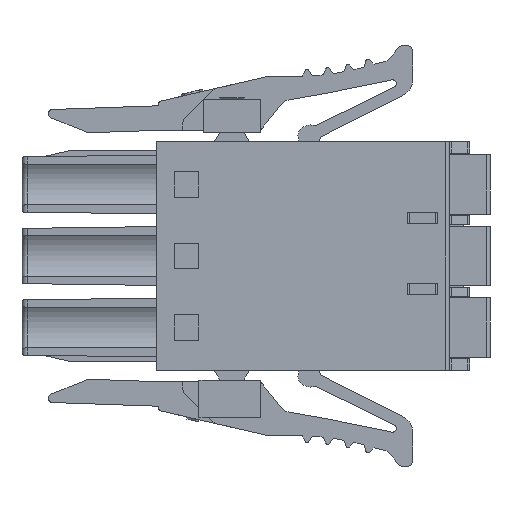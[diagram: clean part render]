
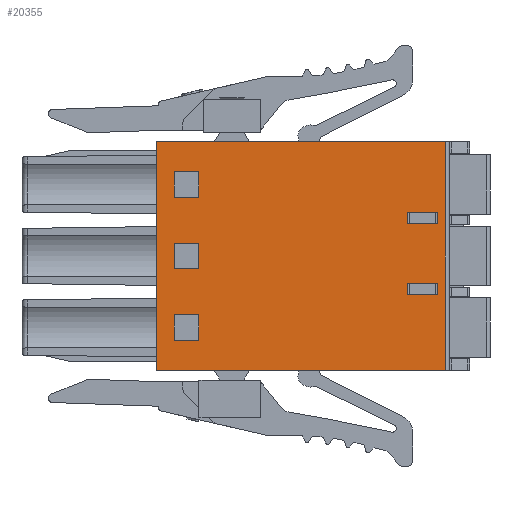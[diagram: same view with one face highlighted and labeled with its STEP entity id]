
A CAD part, front view. The second image highlights one B-rep face of the part: STEP entity #20355.
In plain terms, the highlighted planar face has unit normal (0, -1, 0).
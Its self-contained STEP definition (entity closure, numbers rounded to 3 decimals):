
#841=DIRECTION('',(-1.,0.,0.));
#842=VECTOR('',#841,14.1);
#843=CARTESIAN_POINT('',(34.056,8.338,8.575));
#844=LINE('',#843,#842);
#845=DIRECTION('',(0.,0.,1.));
#846=VECTOR('',#845,11.2);
#847=CARTESIAN_POINT('',(19.956,8.338,8.575));
#848=LINE('',#847,#846);
#849=DIRECTION('',(1.,0.,0.));
#850=VECTOR('',#849,14.1);
#851=CARTESIAN_POINT('',(19.956,8.338,19.775));
#852=LINE('',#851,#850);
#853=DIRECTION('',(0.,0.,-1.));
#854=VECTOR('',#853,1.25);
#855=CARTESIAN_POINT('',(20.806,8.338,11.3));
#856=LINE('',#855,#854);
#857=DIRECTION('',(1.,0.,0.));
#858=VECTOR('',#857,1.2);
#859=CARTESIAN_POINT('',(20.806,8.338,10.05));
#860=LINE('',#859,#858);
#861=DIRECTION('',(0.,0.,1.));
#862=VECTOR('',#861,1.25);
#863=CARTESIAN_POINT('',(22.006,8.338,10.05));
#864=LINE('',#863,#862);
#865=DIRECTION('',(-1.,0.,0.));
#866=VECTOR('',#865,1.2);
#867=CARTESIAN_POINT('',(22.006,8.338,11.3));
#868=LINE('',#867,#866);
#869=DIRECTION('',(0.,0.,-1.));
#870=VECTOR('',#869,1.25);
#871=CARTESIAN_POINT('',(20.806,8.338,14.8));
#872=LINE('',#871,#870);
#873=DIRECTION('',(1.,0.,0.));
#874=VECTOR('',#873,1.2);
#875=CARTESIAN_POINT('',(20.806,8.338,13.55));
#876=LINE('',#875,#874);
#877=DIRECTION('',(0.,0.,1.));
#878=VECTOR('',#877,1.25);
#879=CARTESIAN_POINT('',(22.006,8.338,13.55));
#880=LINE('',#879,#878);
#881=DIRECTION('',(-1.,0.,0.));
#882=VECTOR('',#881,1.2);
#883=CARTESIAN_POINT('',(22.006,8.338,14.8));
#884=LINE('',#883,#882);
#885=DIRECTION('',(0.,0.,-1.));
#886=VECTOR('',#885,1.25);
#887=CARTESIAN_POINT('',(20.806,8.338,18.3));
#888=LINE('',#887,#886);
#889=DIRECTION('',(1.,0.,0.));
#890=VECTOR('',#889,1.2);
#891=CARTESIAN_POINT('',(20.806,8.338,17.05));
#892=LINE('',#891,#890);
#893=DIRECTION('',(0.,0.,1.));
#894=VECTOR('',#893,1.25);
#895=CARTESIAN_POINT('',(22.006,8.338,17.05));
#896=LINE('',#895,#894);
#897=DIRECTION('',(-1.,0.,0.));
#898=VECTOR('',#897,1.2);
#899=CARTESIAN_POINT('',(22.006,8.338,18.3));
#900=LINE('',#899,#898);
#905=DIRECTION('',(0.,0.,1.));
#906=VECTOR('',#905,11.2);
#907=CARTESIAN_POINT('',(34.056,8.338,8.575));
#908=LINE('',#907,#906);
#13362=DIRECTION('',(-1.,0.,0.));
#13363=VECTOR('',#13362,1.427);
#13364=CARTESIAN_POINT('',(33.669,8.338,12.27));
#13365=LINE('',#13364,#13363);
#13383=DIRECTION('',(0.,0.,1.));
#13384=VECTOR('',#13383,0.55);
#13385=CARTESIAN_POINT('',(32.242,8.338,12.27));
#13386=LINE('',#13385,#13384);
#13392=DIRECTION('',(1.,0.,0.));
#13393=VECTOR('',#13392,1.427);
#13394=CARTESIAN_POINT('',(32.242,8.338,12.82));
#13395=LINE('',#13394,#13393);
#13405=DIRECTION('',(0.,0.,-1.));
#13406=VECTOR('',#13405,0.55);
#13407=CARTESIAN_POINT('',(33.669,8.338,12.82));
#13408=LINE('',#13407,#13406);
#13509=DIRECTION('',(0.,0.,1.));
#13510=VECTOR('',#13509,0.55);
#13511=CARTESIAN_POINT('',(32.242,8.338,15.77));
#13512=LINE('',#13511,#13510);
#13521=DIRECTION('',(0.,0.,-1.));
#13522=VECTOR('',#13521,0.55);
#13523=CARTESIAN_POINT('',(33.669,8.338,16.32));
#13524=LINE('',#13523,#13522);
#13534=DIRECTION('',(-1.,0.,0.));
#13535=VECTOR('',#13534,1.427);
#13536=CARTESIAN_POINT('',(33.669,8.338,15.77));
#13537=LINE('',#13536,#13535);
#13548=DIRECTION('',(1.,0.,0.));
#13549=VECTOR('',#13548,1.427);
#13550=CARTESIAN_POINT('',(32.242,8.338,16.32));
#13551=LINE('',#13550,#13549);
#15845=CARTESIAN_POINT('',(19.956,8.338,8.575));
#15846=CARTESIAN_POINT('',(19.956,8.338,19.775));
#15847=VERTEX_POINT('',#15845);
#15848=VERTEX_POINT('',#15846);
#15857=CARTESIAN_POINT('',(34.056,8.338,8.575));
#15858=CARTESIAN_POINT('',(34.056,8.338,19.775));
#15859=VERTEX_POINT('',#15857);
#15860=VERTEX_POINT('',#15858);
#15861=CARTESIAN_POINT('',(33.669,8.338,12.27));
#15862=CARTESIAN_POINT('',(32.242,8.338,12.27));
#15863=VERTEX_POINT('',#15861);
#15864=VERTEX_POINT('',#15862);
#15865=CARTESIAN_POINT('',(33.669,8.338,12.82));
#15866=VERTEX_POINT('',#15865);
#15867=CARTESIAN_POINT('',(32.242,8.338,12.82));
#15868=VERTEX_POINT('',#15867);
#15869=CARTESIAN_POINT('',(20.806,8.338,11.3));
#15870=CARTESIAN_POINT('',(20.806,8.338,10.05));
#15871=VERTEX_POINT('',#15869);
#15872=VERTEX_POINT('',#15870);
#15873=CARTESIAN_POINT('',(22.006,8.338,10.05));
#15874=VERTEX_POINT('',#15873);
#15875=CARTESIAN_POINT('',(22.006,8.338,11.3));
#15876=VERTEX_POINT('',#15875);
#15877=CARTESIAN_POINT('',(20.806,8.338,14.8));
#15878=CARTESIAN_POINT('',(20.806,8.338,13.55));
#15879=VERTEX_POINT('',#15877);
#15880=VERTEX_POINT('',#15878);
#15881=CARTESIAN_POINT('',(22.006,8.338,13.55));
#15882=VERTEX_POINT('',#15881);
#15883=CARTESIAN_POINT('',(22.006,8.338,14.8));
#15884=VERTEX_POINT('',#15883);
#15885=CARTESIAN_POINT('',(20.806,8.338,18.3));
#15886=CARTESIAN_POINT('',(20.806,8.338,17.05));
#15887=VERTEX_POINT('',#15885);
#15888=VERTEX_POINT('',#15886);
#15889=CARTESIAN_POINT('',(22.006,8.338,17.05));
#15890=VERTEX_POINT('',#15889);
#15891=CARTESIAN_POINT('',(22.006,8.338,18.3));
#15892=VERTEX_POINT('',#15891);
#15893=CARTESIAN_POINT('',(32.242,8.338,15.77));
#15894=CARTESIAN_POINT('',(32.242,8.338,16.32));
#15895=VERTEX_POINT('',#15893);
#15896=VERTEX_POINT('',#15894);
#15897=CARTESIAN_POINT('',(33.669,8.338,15.77));
#15898=VERTEX_POINT('',#15897);
#15899=CARTESIAN_POINT('',(33.669,8.338,16.32));
#15900=VERTEX_POINT('',#15899);
#20291=CARTESIAN_POINT('',(34.056,8.338,21.667));
#20292=DIRECTION('',(0.,1.,0.));
#20293=DIRECTION('',(-1.,0.,0.));
#20294=AXIS2_PLACEMENT_3D('',#20291,#20292,#20293);
#20295=PLANE('',#20294);
#20297=ORIENTED_EDGE('',*,*,#20296,.F.);
#20299=ORIENTED_EDGE('',*,*,#20298,.T.);
#20300=ORIENTED_EDGE('',*,*,#20273,.T.);
#20302=ORIENTED_EDGE('',*,*,#20301,.T.);
#20303=EDGE_LOOP('',(#20297,#20299,#20300,#20302));
#20304=FACE_OUTER_BOUND('',#20303,.F.);
#20306=ORIENTED_EDGE('',*,*,#20305,.F.);
#20308=ORIENTED_EDGE('',*,*,#20307,.F.);
#20310=ORIENTED_EDGE('',*,*,#20309,.F.);
#20312=ORIENTED_EDGE('',*,*,#20311,.F.);
#20313=EDGE_LOOP('',(#20306,#20308,#20310,#20312));
#20314=FACE_BOUND('',#20313,.F.);
#20316=ORIENTED_EDGE('',*,*,#20315,.T.);
#20318=ORIENTED_EDGE('',*,*,#20317,.T.);
#20320=ORIENTED_EDGE('',*,*,#20319,.T.);
#20322=ORIENTED_EDGE('',*,*,#20321,.T.);
#20323=EDGE_LOOP('',(#20316,#20318,#20320,#20322));
#20324=FACE_BOUND('',#20323,.F.);
#20326=ORIENTED_EDGE('',*,*,#20325,.T.);
#20328=ORIENTED_EDGE('',*,*,#20327,.T.);
#20330=ORIENTED_EDGE('',*,*,#20329,.T.);
#20332=ORIENTED_EDGE('',*,*,#20331,.T.);
#20333=EDGE_LOOP('',(#20326,#20328,#20330,#20332));
#20334=FACE_BOUND('',#20333,.F.);
#20336=ORIENTED_EDGE('',*,*,#20335,.T.);
#20338=ORIENTED_EDGE('',*,*,#20337,.T.);
#20340=ORIENTED_EDGE('',*,*,#20339,.T.);
#20342=ORIENTED_EDGE('',*,*,#20341,.T.);
#20343=EDGE_LOOP('',(#20336,#20338,#20340,#20342));
#20344=FACE_BOUND('',#20343,.F.);
#20346=ORIENTED_EDGE('',*,*,#20345,.F.);
#20348=ORIENTED_EDGE('',*,*,#20347,.F.);
#20350=ORIENTED_EDGE('',*,*,#20349,.F.);
#20352=ORIENTED_EDGE('',*,*,#20351,.F.);
#20353=EDGE_LOOP('',(#20346,#20348,#20350,#20352));
#20354=FACE_BOUND('',#20353,.F.);
#20273=EDGE_CURVE('',#15847,#15848,#848,.T.);
#20296=EDGE_CURVE('',#15859,#15860,#908,.T.);
#20298=EDGE_CURVE('',#15859,#15847,#844,.T.);
#20301=EDGE_CURVE('',#15848,#15860,#852,.T.);
#20305=EDGE_CURVE('',#15863,#15864,#13365,.T.);
#20307=EDGE_CURVE('',#15866,#15863,#13408,.T.);
#20309=EDGE_CURVE('',#15868,#15866,#13395,.T.);
#20311=EDGE_CURVE('',#15864,#15868,#13386,.T.);
#20315=EDGE_CURVE('',#15871,#15872,#856,.T.);
#20317=EDGE_CURVE('',#15872,#15874,#860,.T.);
#20319=EDGE_CURVE('',#15874,#15876,#864,.T.);
#20321=EDGE_CURVE('',#15876,#15871,#868,.T.);
#20325=EDGE_CURVE('',#15879,#15880,#872,.T.);
#20327=EDGE_CURVE('',#15880,#15882,#876,.T.);
#20329=EDGE_CURVE('',#15882,#15884,#880,.T.);
#20331=EDGE_CURVE('',#15884,#15879,#884,.T.);
#20335=EDGE_CURVE('',#15887,#15888,#888,.T.);
#20337=EDGE_CURVE('',#15888,#15890,#892,.T.);
#20339=EDGE_CURVE('',#15890,#15892,#896,.T.);
#20341=EDGE_CURVE('',#15892,#15887,#900,.T.);
#20345=EDGE_CURVE('',#15895,#15896,#13512,.T.);
#20347=EDGE_CURVE('',#15898,#15895,#13537,.T.);
#20349=EDGE_CURVE('',#15900,#15898,#13524,.T.);
#20351=EDGE_CURVE('',#15896,#15900,#13551,.T.);
#20355=ADVANCED_FACE('',(#20304,#20314,#20324,#20334,#20344,#20354),#20295,.F.);
